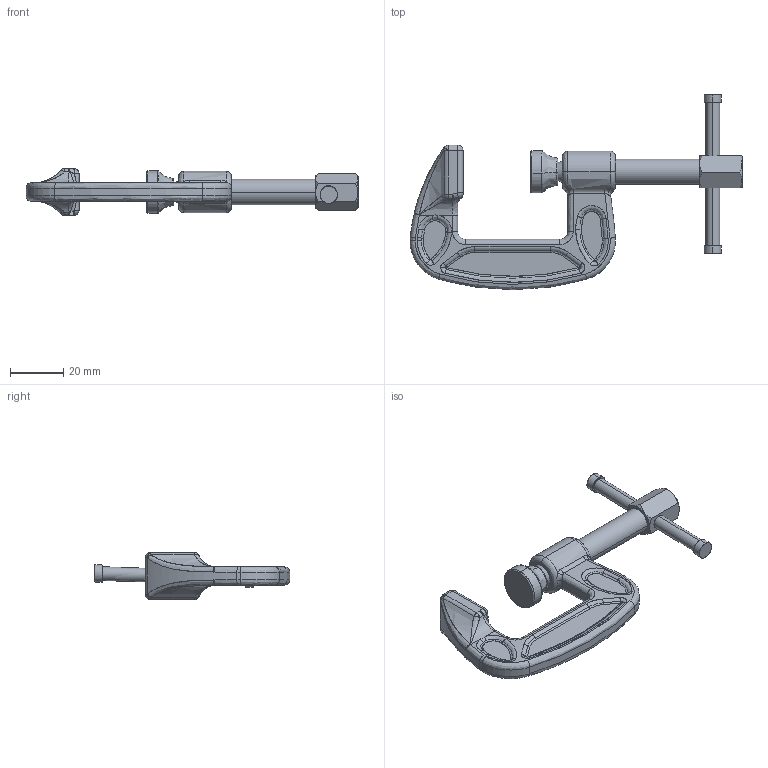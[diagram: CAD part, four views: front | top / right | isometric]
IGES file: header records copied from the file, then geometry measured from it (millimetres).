
Start section: SolidWorks IGES file using analytic representation for surfaces
Global section: file name: GH-M25.IGS,15; native system: HSolidWorks 2016; preprocessor: SolidWorks 2016; author: LinWei; date: 200813.152646; units: millimetre
Bounding box: 125.2 x 73.72 x 17.6 mm (x, y, z)
Surface area: 12315.6 mm2 (no closed solid volume)
Topology: 0 solids, 0 shells, 201 faces, 1994 edges, 1986 vertices
Faces by surface type: bspline 138, revolution 63
